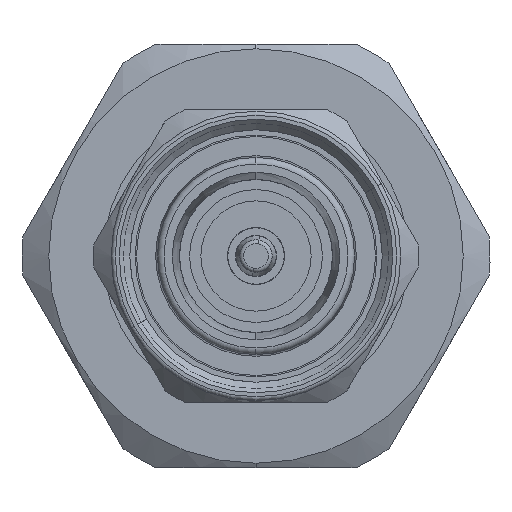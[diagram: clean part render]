
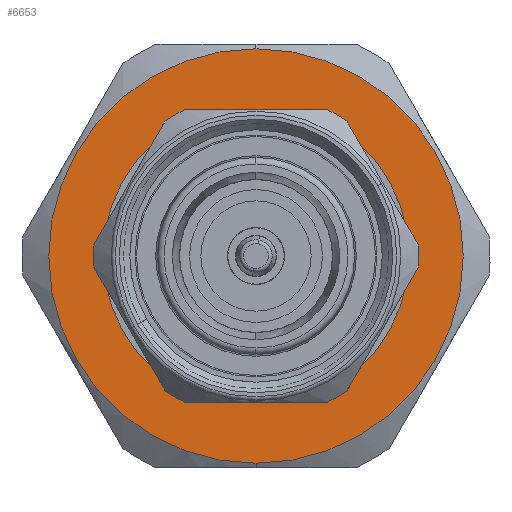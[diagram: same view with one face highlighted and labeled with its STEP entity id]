
A CAD part, left-side view. The second image highlights one B-rep face of the part: STEP entity #6653.
In plain terms, the highlighted face is planar.
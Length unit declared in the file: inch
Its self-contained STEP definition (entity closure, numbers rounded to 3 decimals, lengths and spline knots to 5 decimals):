
#252 = CARTESIAN_POINT ( 'NONE',  ( 0.5748, 0., 0.3937 ) ) ;
#253 = AXIS2_PLACEMENT_3D ( 'NONE', #374, #8643, #2537 ) ;
#326 = DIRECTION ( 'NONE',  ( -1., 0., 0. ) ) ;
#374 = CARTESIAN_POINT ( 'NONE',  ( 0.5748, 0., 0. ) ) ;
#444 = PLANE ( 'NONE',  #2506 ) ;
#1006 = AXIS2_PLACEMENT_3D ( 'NONE', #7168, #1618, #4385 ) ;
#1122 = CARTESIAN_POINT ( 'NONE',  ( 0.5748, 0., 0. ) ) ;
#1618 = DIRECTION ( 'NONE',  ( 1., 0., 0. ) ) ;
#1804 = FACE_BOUND ( 'NONE', #8759, .T. ) ;
#2022 = VERTEX_POINT ( 'NONE', #7552 ) ;
#2161 = DIRECTION ( 'NONE',  ( 0., 0., -1. ) ) ;
#2506 = AXIS2_PLACEMENT_3D ( 'NONE', #1122, #3892, #8895 ) ;
#2537 = DIRECTION ( 'NONE',  ( 0., 0., -1. ) ) ;
#2679 = EDGE_CURVE ( 'NONE', #3974, #2022, #5490, .T. ) ;
#3321 = CIRCLE ( 'NONE', #1006, 0.3937 ) ;
#3342 = FACE_OUTER_BOUND ( 'NONE', #6870, .T. ) ;
#3639 = EDGE_CURVE ( 'NONE', #5869, #6883, #5898, .T. ) ;
#3892 = DIRECTION ( 'NONE',  ( 1., 0., 0. ) ) ;
#3935 = CARTESIAN_POINT ( 'NONE',  ( 0.5748, 0., 0. ) ) ;
#3974 = VERTEX_POINT ( 'NONE', #6540 ) ;
#4385 = DIRECTION ( 'NONE',  ( 0., 0., -1. ) ) ;
#4453 = ORIENTED_EDGE ( 'NONE', *, *, #7908, .F. ) ;
#4927 = CARTESIAN_POINT ( 'NONE',  ( 0.5748, 0., -0.3937 ) ) ;
#5490 = CIRCLE ( 'NONE', #8538, 0.61435 ) ;
#5869 = VERTEX_POINT ( 'NONE', #4927 ) ;
#5898 = CIRCLE ( 'NONE', #253, 0.3937 ) ;
#6540 = CARTESIAN_POINT ( 'NONE',  ( 0.5748, 0., -0.61435 ) ) ;
#6653 = ADVANCED_FACE ( 'NONE', ( #1804, #3342 ), #444, .T. ) ;
#6870 = EDGE_LOOP ( 'NONE', ( #8508, #8948 ) ) ;
#6883 = VERTEX_POINT ( 'NONE', #252 ) ;
#6912 = ORIENTED_EDGE ( 'NONE', *, *, #3639, .F. ) ;
#7005 = CIRCLE ( 'NONE', #8157, 0.61435 ) ;
#7168 = CARTESIAN_POINT ( 'NONE',  ( 0.5748, 0., 0. ) ) ;
#7261 = EDGE_CURVE ( 'NONE', #2022, #3974, #7005, .T. ) ;
#7552 = CARTESIAN_POINT ( 'NONE',  ( 0.5748, 0., 0.61435 ) ) ;
#7908 = EDGE_CURVE ( 'NONE', #6883, #5869, #3321, .T. ) ;
#8157 = AXIS2_PLACEMENT_3D ( 'NONE', #8776, #326, #8731 ) ;
#8217 = DIRECTION ( 'NONE',  ( -1., 0., 0. ) ) ;
#8508 = ORIENTED_EDGE ( 'NONE', *, *, #7261, .F. ) ;
#8538 = AXIS2_PLACEMENT_3D ( 'NONE', #3935, #8217, #2161 ) ;
#8643 = DIRECTION ( 'NONE',  ( 1., 0., 0. ) ) ;
#8731 = DIRECTION ( 'NONE',  ( 0., 0., -1. ) ) ;
#8759 = EDGE_LOOP ( 'NONE', ( #4453, #6912 ) ) ;
#8776 = CARTESIAN_POINT ( 'NONE',  ( 0.5748, 0., 0. ) ) ;
#8895 = DIRECTION ( 'NONE',  ( 0., 1., 0. ) ) ;
#8948 = ORIENTED_EDGE ( 'NONE', *, *, #2679, .F. ) ;
